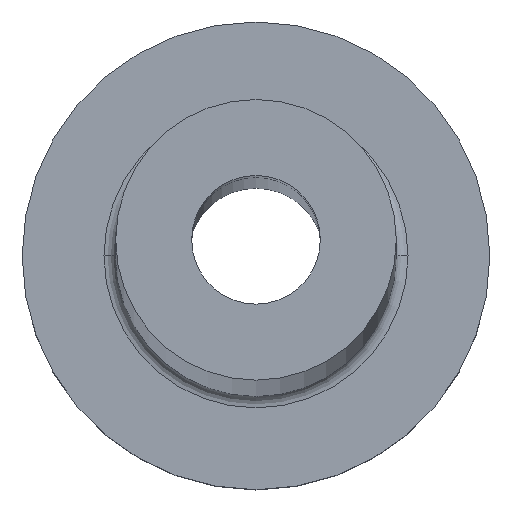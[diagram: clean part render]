
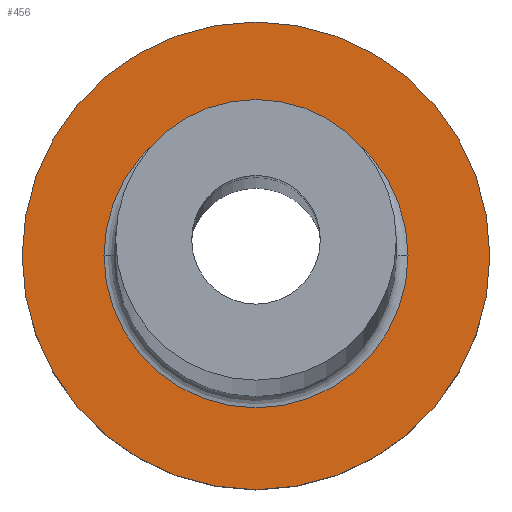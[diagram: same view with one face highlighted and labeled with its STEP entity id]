
A CAD part, top view. The second image highlights one B-rep face of the part: STEP entity #456.
In plain terms, the highlighted planar face has unit normal (0, 0, 1).
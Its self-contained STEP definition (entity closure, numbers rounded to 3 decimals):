
#8 = CARTESIAN_POINT ( 'NONE',  ( 0., 0., 7. ) ) ;
#9 = DIRECTION ( 'NONE',  ( 1., 0., 0. ) ) ;
#16 = CARTESIAN_POINT ( 'NONE',  ( 10., 0., 7. ) ) ;
#35 = ORIENTED_EDGE ( 'NONE', *, *, #279, .T. ) ;
#48 = CARTESIAN_POINT ( 'NONE',  ( 0., 0., 7. ) ) ;
#59 = AXIS2_PLACEMENT_3D ( 'NONE', #432, #123, #399 ) ;
#69 = CARTESIAN_POINT ( 'NONE',  ( 0., 0., 7. ) ) ;
#70 = VERTEX_POINT ( 'NONE', #232 ) ;
#76 = VERTEX_POINT ( 'NONE', #16 ) ;
#79 = EDGE_LOOP ( 'NONE', ( #357, #35 ) ) ;
#82 = CARTESIAN_POINT ( 'NONE',  ( 0., 0., 7. ) ) ;
#90 = DIRECTION ( 'NONE',  ( 0., 0., 1. ) ) ;
#107 = EDGE_CURVE ( 'NONE', #70, #76, #109, .T. ) ;
#109 = CIRCLE ( 'NONE', #338, 10. ) ;
#123 = DIRECTION ( 'NONE',  ( 0., 0., -1. ) ) ;
#136 = AXIS2_PLACEMENT_3D ( 'NONE', #69, #256, #292 ) ;
#149 = AXIS2_PLACEMENT_3D ( 'NONE', #48, #90, #9 ) ;
#157 = VERTEX_POINT ( 'NONE', #281 ) ;
#180 = FACE_OUTER_BOUND ( 'NONE', #79, .T. ) ;
#192 = CIRCLE ( 'NONE', #149, 10. ) ;
#193 = AXIS2_PLACEMENT_3D ( 'NONE', #8, #325, #267 ) ;
#232 = CARTESIAN_POINT ( 'NONE',  ( -10., 0., 7. ) ) ;
#240 = EDGE_CURVE ( 'NONE', #422, #157, #330, .T. ) ;
#256 = DIRECTION ( 'NONE',  ( 0., 0., -1. ) ) ;
#266 = DIRECTION ( 'NONE',  ( 0., 0., 1. ) ) ;
#267 = DIRECTION ( 'NONE',  ( 1., 0., 0. ) ) ;
#279 = EDGE_CURVE ( 'NONE', #76, #70, #192, .T. ) ;
#281 = CARTESIAN_POINT ( 'NONE',  ( -6.5, 0., 7. ) ) ;
#292 = DIRECTION ( 'NONE',  ( 1., 0., 0. ) ) ;
#304 = CIRCLE ( 'NONE', #59, 6.5 ) ;
#318 = ORIENTED_EDGE ( 'NONE', *, *, #240, .T. ) ;
#321 = CARTESIAN_POINT ( 'NONE',  ( 6.5, 0., 7. ) ) ;
#325 = DIRECTION ( 'NONE',  ( 0., 0., 1. ) ) ;
#330 = CIRCLE ( 'NONE', #136, 6.5 ) ;
#331 = EDGE_CURVE ( 'NONE', #157, #422, #304, .T. ) ;
#338 = AXIS2_PLACEMENT_3D ( 'NONE', #82, #266, #451 ) ;
#355 = FACE_BOUND ( 'NONE', #428, .T. ) ;
#357 = ORIENTED_EDGE ( 'NONE', *, *, #107, .T. ) ;
#399 = DIRECTION ( 'NONE',  ( 1., 0., 0. ) ) ;
#415 = ORIENTED_EDGE ( 'NONE', *, *, #331, .T. ) ;
#422 = VERTEX_POINT ( 'NONE', #321 ) ;
#428 = EDGE_LOOP ( 'NONE', ( #318, #415 ) ) ;
#432 = CARTESIAN_POINT ( 'NONE',  ( 0., 0., 7. ) ) ;
#435 = PLANE ( 'NONE',  #193 ) ;
#451 = DIRECTION ( 'NONE',  ( 1., 0., 0. ) ) ;
#456 = ADVANCED_FACE ( 'NONE', ( #355, #180 ), #435, .T. ) ;
